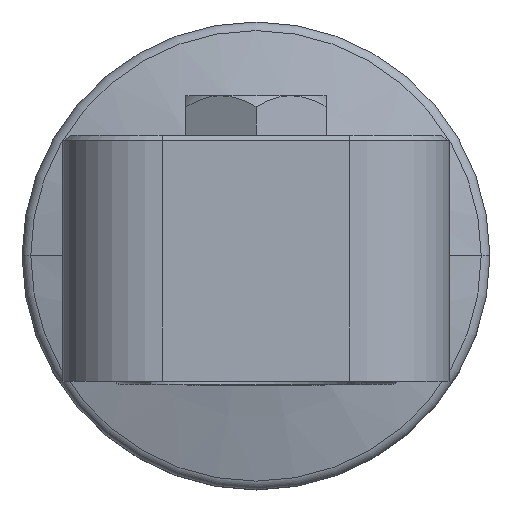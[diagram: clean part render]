
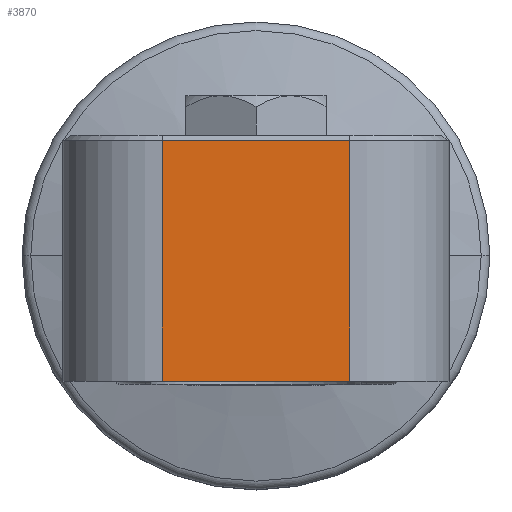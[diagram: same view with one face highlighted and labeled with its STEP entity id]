
A CAD part, top view. The second image highlights one B-rep face of the part: STEP entity #3870.
In plain terms, the highlighted planar face has unit normal (0, 0, 1).
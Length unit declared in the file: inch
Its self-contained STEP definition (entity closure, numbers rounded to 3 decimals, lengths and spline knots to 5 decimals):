
#65=DIRECTION('',(1.,0.,0.));
#66=VECTOR('',#65,1.0025);
#67=CARTESIAN_POINT('',(-0.50125,0.,1.055));
#68=LINE('',#67,#66);
#1122=DIRECTION('',(1.,0.,0.));
#1123=VECTOR('',#1122,1.0025);
#1124=CARTESIAN_POINT('',(-0.50125,1.285,1.055));
#1125=LINE('',#1124,#1123);
#1126=DIRECTION('',(0.,-1.,0.));
#1127=VECTOR('',#1126,1.285);
#1128=CARTESIAN_POINT('',(0.50125,1.285,1.055));
#1129=LINE('',#1128,#1127);
#1130=DIRECTION('',(0.,-1.,0.));
#1131=VECTOR('',#1130,1.285);
#1132=CARTESIAN_POINT('',(-0.50125,1.285,1.055));
#1133=LINE('',#1132,#1131);
#2048=CARTESIAN_POINT('',(0.50125,0.,1.055));
#2050=VERTEX_POINT('',#2048);
#2051=CARTESIAN_POINT('',(-0.50125,0.,1.055));
#2053=VERTEX_POINT('',#2051);
#2171=CARTESIAN_POINT('',(-0.50125,1.285,1.055));
#2172=CARTESIAN_POINT('',(0.50125,1.285,1.055));
#2173=VERTEX_POINT('',#2171);
#2174=VERTEX_POINT('',#2172);
#3858=CARTESIAN_POINT('',(-1.0325,0.,1.055));
#3859=DIRECTION('',(0.,0.,1.));
#3860=DIRECTION('',(1.,0.,0.));
#3861=AXIS2_PLACEMENT_3D('',#3858,#3859,#3860);
#3862=PLANE('',#3861);
#3863=ORIENTED_EDGE('',*,*,#3780,.T.);
#3865=ORIENTED_EDGE('',*,*,#3864,.T.);
#3866=ORIENTED_EDGE('',*,*,#2634,.F.);
#3867=ORIENTED_EDGE('',*,*,#3851,.F.);
#3868=EDGE_LOOP('',(#3863,#3865,#3866,#3867));
#3869=FACE_OUTER_BOUND('',#3868,.F.);
#2634=EDGE_CURVE('',#2053,#2050,#68,.T.);
#3780=EDGE_CURVE('',#2173,#2174,#1125,.T.);
#3851=EDGE_CURVE('',#2173,#2053,#1133,.T.);
#3864=EDGE_CURVE('',#2174,#2050,#1129,.T.);
#3870=ADVANCED_FACE('',(#3869),#3862,.T.);
